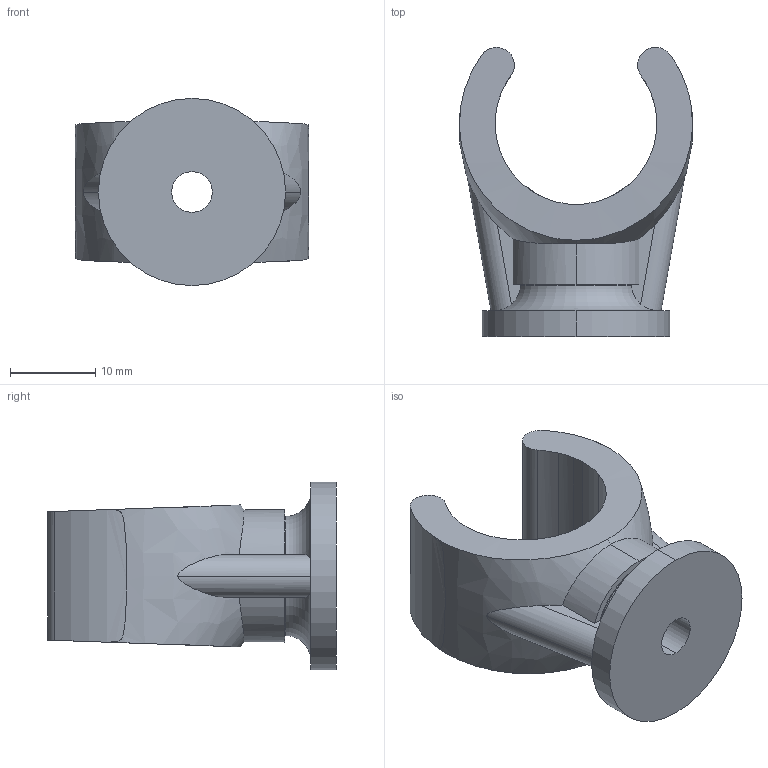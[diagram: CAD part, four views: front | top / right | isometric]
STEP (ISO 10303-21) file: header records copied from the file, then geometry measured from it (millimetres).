
FILE_DESCRIPTION (( 'STEP AP214' ), '1' );
FILE_NAME ('2140233.stp', '2019-05-07T14:04:39', ( '' ), ( '' ), 'SwSTEP 2.0', 'SolidWorks 2018', '' );
FILE_SCHEMA (( 'AUTOMOTIVE_DESIGN' ));
Length unit declared in the file: millimetre
Products named in the file (1): 2140233
Bounding box: 27.4 x 33.97 x 22 mm (x, y, z)
Volume: 6177.3 mm3; surface area: 3759.2 mm2
Topology: 1 solids, 1 shells, 55 faces, 165 edges, 113 vertices
Faces by surface type: cylinder 31, plane 11, bspline 8, torus 3, cone 2
Entity records: 2600 total; most frequent: CARTESIAN_POINT 1303, ORIENTED_EDGE 330, DIRECTION 181, EDGE_CURVE 165, VERTEX_POINT 113, B_SPLINE_CURVE_WITH_KNOTS 78, AXIS2_PLACEMENT_3D 74, EDGE_LOOP 58
